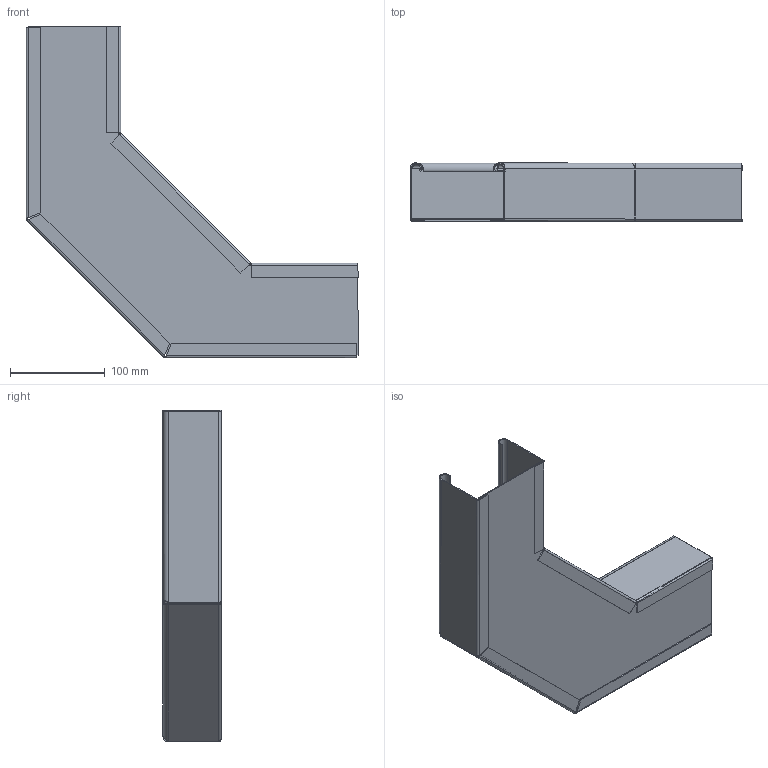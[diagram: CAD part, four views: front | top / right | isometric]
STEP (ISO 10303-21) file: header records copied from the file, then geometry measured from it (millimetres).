
FILE_DESCRIPTION (( 'STEP AP214' ), '1' );
FILE_NAME ('7134122.stp', '2016-09-30T06:15:00', ( '' ), ( '' ), 'SwSTEP 2.0', 'SolidWorks 2016', '' );
FILE_SCHEMA (( 'AUTOMOTIVE_DESIGN' ));
Length unit declared in the file: millimetre
Products named in the file (4): KTS 06.127-041_Standard; 7134122; KTS 06.151-011_Innenholm gebogen 90ø; KTS 06.155-013_Aussenholm L=0611
Assembly tree (3 placements, depth 2):
  7134122
    KTS 06.127-041_Standard
    KTS 06.155-013_Aussenholm L=0611
    KTS 06.151-011_Innenholm gebogen 90ø
Bounding box: 350.32 x 61.25 x 350.32 mm (x, y, z)
Volume: 168547.3 mm3; surface area: 296605 mm2
Topology: 3 solids, 3 shells, 152 faces, 350 edges, 204 vertices
Faces by surface type: plane 94, cylinder 38, bspline 20
Entity records: 4940 total; most frequent: CARTESIAN_POINT 1560, ORIENTED_EDGE 700, DIRECTION 606, EDGE_CURVE 350, LINE 226, VECTOR 226, VERTEX_POINT 204, AXIS2_PLACEMENT_3D 190
